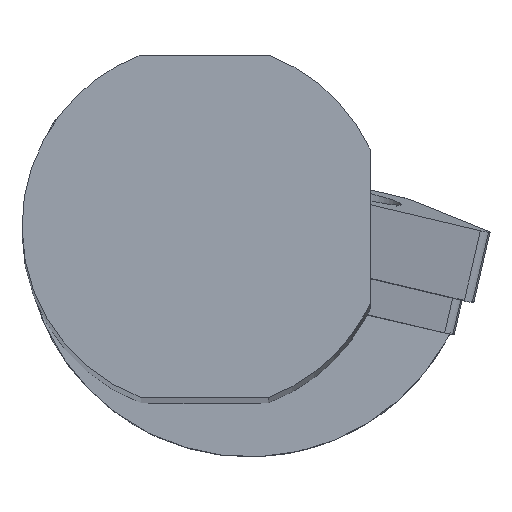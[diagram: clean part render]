
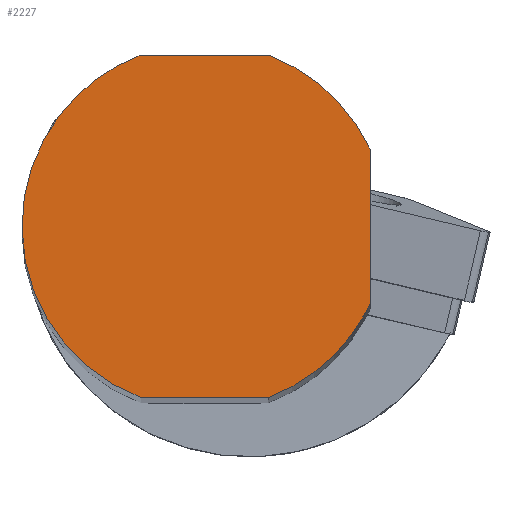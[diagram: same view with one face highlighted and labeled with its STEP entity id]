
A CAD part, top view. The second image highlights one B-rep face of the part: STEP entity #2227.
In plain terms, the highlighted planar face has unit normal (0, 0, 1).
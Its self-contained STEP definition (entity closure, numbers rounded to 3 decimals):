
#2186=AXIS2_PLACEMENT_3D('Plane Axis2P3D',#2183,#2184,#2185) ;
#2190=AXIS2_PLACEMENT_3D('Circle Axis2P3D',#2188,#2189,$) ;
#2197=AXIS2_PLACEMENT_3D('Circle Axis2P3D',#2195,#2196,$) ;
#2202=AXIS2_PLACEMENT_3D('Circle Axis2P3D',#2200,#2201,$) ;
#2209=AXIS2_PLACEMENT_3D('Circle Axis2P3D',#2207,#2208,$) ;
#2214=AXIS2_PLACEMENT_3D('Circle Axis2P3D',#2212,#2213,$) ;
#1688=CARTESIAN_POINT('Line Origine',(0.,15.,0.)) ;
#1692=CARTESIAN_POINT('Vertex',(-5.568,15.,0.)) ;
#1694=CARTESIAN_POINT('Vertex',(5.568,15.,0.)) ;
#1777=CARTESIAN_POINT('Vertex',(14.5,6.764,0.)) ;
#1782=CARTESIAN_POINT('Line Origine',(14.5,0.,0.)) ;
#1786=CARTESIAN_POINT('Vertex',(14.5,-6.764,0.)) ;
#2146=CARTESIAN_POINT('Vertex',(5.568,-15.,0.)) ;
#2149=CARTESIAN_POINT('Line Origine',(0.,-15.,0.)) ;
#2153=CARTESIAN_POINT('Vertex',(-5.568,-15.,0.)) ;
#2183=CARTESIAN_POINT('Axis2P3D Location',(16.,0.,0.)) ;
#2188=CARTESIAN_POINT('Axis2P3D Location',(0.,0.,0.)) ;
#2192=CARTESIAN_POINT('Vertex',(-14.041,7.671,0.)) ;
#2195=CARTESIAN_POINT('Axis2P3D Location',(0.,0.,0.)) ;
#2200=CARTESIAN_POINT('Axis2P3D Location',(0.,0.,0.)) ;
#2204=CARTESIAN_POINT('Vertex',(14.041,-7.671,0.)) ;
#2207=CARTESIAN_POINT('Axis2P3D Location',(0.,0.,0.)) ;
#2212=CARTESIAN_POINT('Axis2P3D Location',(0.,0.,0.)) ;
#1689=DIRECTION('Vector Direction',(1.,0.,0.)) ;
#1783=DIRECTION('Vector Direction',(0.,1.,0.)) ;
#2150=DIRECTION('Vector Direction',(1.,0.,0.)) ;
#2184=DIRECTION('Axis2P3D Direction',(0.,0.,-1.)) ;
#2185=DIRECTION('Axis2P3D XDirection',(-1.,0.,0.)) ;
#2189=DIRECTION('Axis2P3D Direction',(0.,0.,-1.)) ;
#2196=DIRECTION('Axis2P3D Direction',(0.,0.,-1.)) ;
#2201=DIRECTION('Axis2P3D Direction',(0.,0.,-1.)) ;
#2208=DIRECTION('Axis2P3D Direction',(0.,0.,-1.)) ;
#2213=DIRECTION('Axis2P3D Direction',(0.,0.,-1.)) ;
#1690=VECTOR('Line Direction',#1689,1.) ;
#1784=VECTOR('Line Direction',#1783,1.) ;
#2151=VECTOR('Line Direction',#2150,1.) ;
#2218=ORIENTED_EDGE('',*,*,#2194,.T.) ;
#2219=ORIENTED_EDGE('',*,*,#2199,.T.) ;
#2220=ORIENTED_EDGE('',*,*,#2155,.T.) ;
#2221=ORIENTED_EDGE('',*,*,#2206,.F.) ;
#2222=ORIENTED_EDGE('',*,*,#2211,.T.) ;
#2223=ORIENTED_EDGE('',*,*,#1788,.T.) ;
#2224=ORIENTED_EDGE('',*,*,#2216,.T.) ;
#2225=ORIENTED_EDGE('',*,*,#1696,.F.) ;
#2227=ADVANCED_FACE('NOCUT',(#2226),#2187,.F.) ;
#2191=CIRCLE('generated circle',#2190,16.) ;
#2198=CIRCLE('generated circle',#2197,16.) ;
#2203=CIRCLE('generated circle',#2202,16.) ;
#2210=CIRCLE('generated circle',#2209,16.) ;
#2215=CIRCLE('generated circle',#2214,16.) ;
#1696=EDGE_CURVE('',#1693,#1695,#1691,.T.) ;
#1788=EDGE_CURVE('',#1787,#1778,#1785,.T.) ;
#2155=EDGE_CURVE('',#2154,#2147,#2152,.T.) ;
#2194=EDGE_CURVE('',#1693,#2193,#2191,.F.) ;
#2199=EDGE_CURVE('',#2193,#2154,#2198,.F.) ;
#2206=EDGE_CURVE('',#2205,#2147,#2203,.T.) ;
#2211=EDGE_CURVE('',#2205,#1787,#2210,.F.) ;
#2216=EDGE_CURVE('',#1778,#1695,#2215,.F.) ;
#2217=EDGE_LOOP('',(#2218,#2219,#2220,#2221,#2222,#2223,#2224,#2225)) ;
#2226=FACE_OUTER_BOUND('',#2217,.T.) ;
#1691=LINE('Line',#1688,#1690) ;
#1785=LINE('Line',#1782,#1784) ;
#2152=LINE('Line',#2149,#2151) ;
#2187=PLANE('',#2186) ;
#1693=VERTEX_POINT('',#1692) ;
#1695=VERTEX_POINT('',#1694) ;
#1778=VERTEX_POINT('',#1777) ;
#1787=VERTEX_POINT('',#1786) ;
#2147=VERTEX_POINT('',#2146) ;
#2154=VERTEX_POINT('',#2153) ;
#2193=VERTEX_POINT('',#2192) ;
#2205=VERTEX_POINT('',#2204) ;
